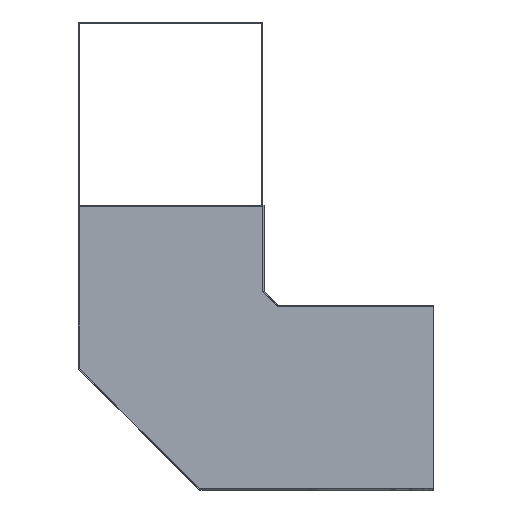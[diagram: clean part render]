
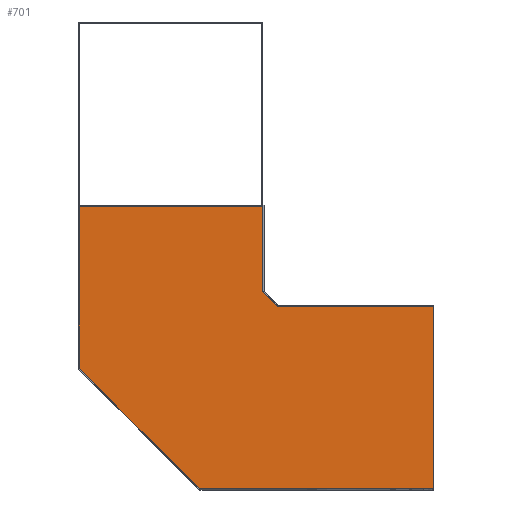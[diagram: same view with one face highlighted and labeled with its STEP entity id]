
A CAD part, left-side view. The second image highlights one B-rep face of the part: STEP entity #701.
In plain terms, the highlighted free-form (B-spline) face has degree [1, 1] with [2, 2] control points.
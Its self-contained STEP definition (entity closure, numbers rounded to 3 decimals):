
#701 = ADVANCED_FACE('',(#702),#760,.T.);
#702 = FACE_BOUND('',#703,.T.);
#703 = EDGE_LOOP('',(#704,#713,#720,#727,#734,#741,#748,#755));
#704 = ORIENTED_EDGE('',*,*,#705,.T.);
#705 = EDGE_CURVE('',#706,#708,#710,.T.);
#706 = VERTEX_POINT('',#707);
#707 = CARTESIAN_POINT('',(-1.11,317.714,
    107.963));
#708 = VERTEX_POINT('',#709);
#709 = CARTESIAN_POINT('',(-1.11,209.762,
    0.011));
#710 = B_SPLINE_CURVE_WITH_KNOTS('',1,(#711,#712),.UNSPECIFIED.,.F.,.F.,
  (2,2),(0.,138.867),.PIECEWISE_BEZIER_KNOTS.);
#711 = CARTESIAN_POINT('',(-1.11,317.714,
    107.963));
#712 = CARTESIAN_POINT('',(-1.11,209.762,
    0.011));
#713 = ORIENTED_EDGE('',*,*,#714,.T.);
#714 = EDGE_CURVE('',#708,#715,#717,.T.);
#715 = VERTEX_POINT('',#716);
#716 = CARTESIAN_POINT('',(-1.11,0.,0.011));
#717 = B_SPLINE_CURVE_WITH_KNOTS('',1,(#718,#719),.UNSPECIFIED.,.F.,.F.,
  (2,2),(0.,190.801),.PIECEWISE_BEZIER_KNOTS.);
#718 = CARTESIAN_POINT('',(-1.11,209.762,
    0.011));
#719 = CARTESIAN_POINT('',(-1.11,0.,0.011));
#720 = ORIENTED_EDGE('',*,*,#721,.T.);
#721 = EDGE_CURVE('',#715,#722,#724,.T.);
#722 = VERTEX_POINT('',#723);
#723 = CARTESIAN_POINT('',(-1.11,0.,164.037));
#724 = B_SPLINE_CURVE_WITH_KNOTS('',1,(#725,#726),.UNSPECIFIED.,.F.,.F.,
  (2,2),(0.,149.199),.PIECEWISE_BEZIER_KNOTS.);
#725 = CARTESIAN_POINT('',(-1.11,0.,0.011));
#726 = CARTESIAN_POINT('',(-1.11,0.,164.037));
#727 = ORIENTED_EDGE('',*,*,#728,.T.);
#728 = EDGE_CURVE('',#722,#729,#731,.T.);
#729 = VERTEX_POINT('',#730);
#730 = CARTESIAN_POINT('',(-1.11,140.575,
    164.037));
#731 = B_SPLINE_CURVE_WITH_KNOTS('',1,(#732,#733),.UNSPECIFIED.,.F.,.F.,
  (2,2),(0.,127.868),.PIECEWISE_BEZIER_KNOTS.);
#732 = CARTESIAN_POINT('',(-1.11,0.,164.037));
#733 = CARTESIAN_POINT('',(-1.11,140.575,
    164.037));
#734 = ORIENTED_EDGE('',*,*,#735,.T.);
#735 = EDGE_CURVE('',#729,#736,#738,.T.);
#736 = VERTEX_POINT('',#737);
#737 = CARTESIAN_POINT('',(-1.11,152.808,
    176.269));
#738 = B_SPLINE_CURVE_WITH_KNOTS('',1,(#739,#740),.UNSPECIFIED.,.F.,.F.,
  (2,2),(0.,15.736),.PIECEWISE_BEZIER_KNOTS.);
#739 = CARTESIAN_POINT('',(-1.11,140.575,
    164.037));
#740 = CARTESIAN_POINT('',(-1.11,152.808,
    176.269));
#741 = ORIENTED_EDGE('',*,*,#742,.T.);
#742 = EDGE_CURVE('',#736,#743,#745,.T.);
#743 = VERTEX_POINT('',#744);
#744 = CARTESIAN_POINT('',(-1.11,152.808,
    253.069));
#745 = B_SPLINE_CURVE_WITH_KNOTS('',1,(#746,#747),.UNSPECIFIED.,.F.,.F.,
  (2,2),(0.,69.858),.PIECEWISE_BEZIER_KNOTS.);
#746 = CARTESIAN_POINT('',(-1.11,152.808,
    176.269));
#747 = CARTESIAN_POINT('',(-1.11,152.808,
    253.069));
#748 = ORIENTED_EDGE('',*,*,#749,.T.);
#749 = EDGE_CURVE('',#743,#750,#752,.T.);
#750 = VERTEX_POINT('',#751);
#751 = CARTESIAN_POINT('',(-1.11,317.714,
    253.069));
#752 = B_SPLINE_CURVE_WITH_KNOTS('',1,(#753,#754),.UNSPECIFIED.,.F.,.F.,
  (2,2),(0.,150.),.PIECEWISE_BEZIER_KNOTS.);
#753 = CARTESIAN_POINT('',(-1.11,152.808,
    253.069));
#754 = CARTESIAN_POINT('',(-1.11,317.714,
    253.069));
#755 = ORIENTED_EDGE('',*,*,#756,.T.);
#756 = EDGE_CURVE('',#750,#706,#757,.T.);
#757 = B_SPLINE_CURVE_WITH_KNOTS('',1,(#758,#759),.UNSPECIFIED.,.F.,.F.,
  (2,2),(0.,131.99),.PIECEWISE_BEZIER_KNOTS.);
#758 = CARTESIAN_POINT('',(-1.11,317.714,
    253.069));
#759 = CARTESIAN_POINT('',(-1.11,317.714,
    107.963));
#760 = B_SPLINE_SURFACE_WITH_KNOTS('',1,1,(
    (#761,#762)
    ,(#763,#764)),.UNSPECIFIED.,.F.,.F.,.F.,(2,2),(2,2),(0.,1.),(0.,1.),
  .PIECEWISE_BEZIER_KNOTS.);
#761 = CARTESIAN_POINT('',(-1.11,0.,0.011));
#762 = CARTESIAN_POINT('',(-1.11,317.714,
    0.011));
#763 = CARTESIAN_POINT('',(-1.11,0.,253.069));
#764 = CARTESIAN_POINT('',(-1.11,317.714,
    253.069));
